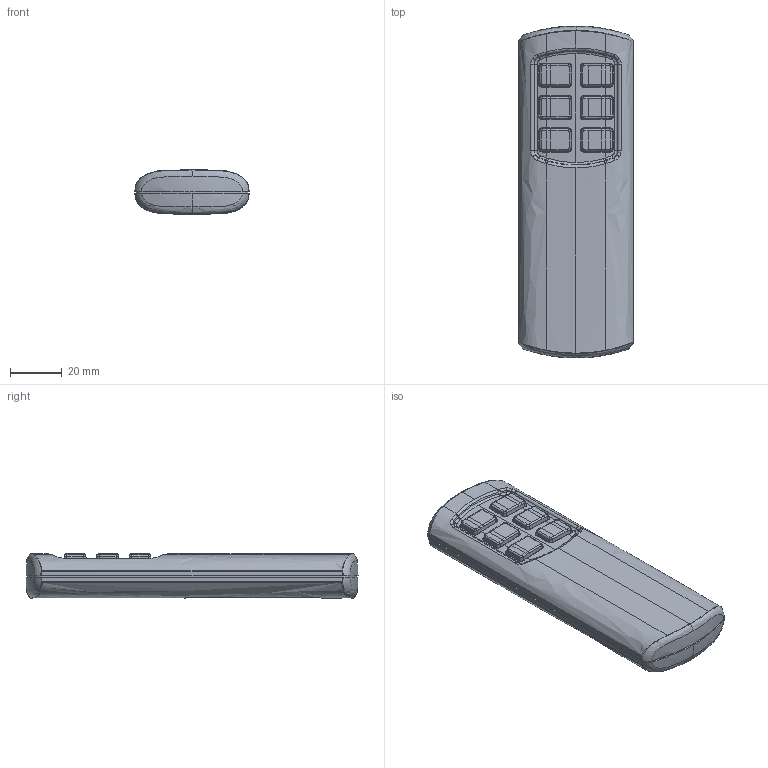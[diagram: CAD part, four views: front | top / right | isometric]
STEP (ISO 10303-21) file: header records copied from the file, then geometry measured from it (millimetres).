
FILE_DESCRIPTION (( 'STEP AP203' ), '1' );
FILE_NAME ('Remote Control ECO .STEP', '2013-07-19T07:23:01', ( 'admin' ), ( 'Hewlett-Packard Company' ), 'SwSTEP 2.0', 'SolidWorks 2012', '' );
FILE_SCHEMA (( 'CONFIG_CONTROL_DESIGN' ));
Length unit declared in the file: millimetre
Products named in the file (1): Remote Control ECO 
Bounding box: 44 x 128 x 17.08 mm (x, y, z)
Volume: 81611 mm3; surface area: 16085.2 mm2
Topology: 1 solids, 1 shells, 448 faces, 1119 edges, 681 vertices
Faces by surface type: bspline 231, cylinder 104, plane 89, cone 24
Entity records: 26737 total; most frequent: CARTESIAN_POINT 18198, ORIENTED_EDGE 2238, EDGE_CURVE 1119, DIRECTION 1100, VERTEX_POINT 681, EDGE_LOOP 456, ADVANCED_FACE 448, FACE_OUTER_BOUND 448
